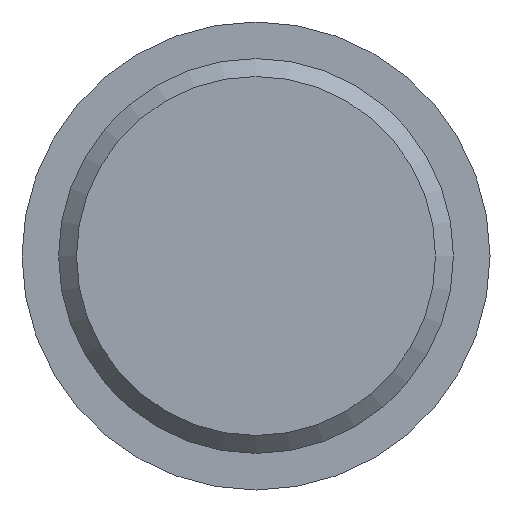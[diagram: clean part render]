
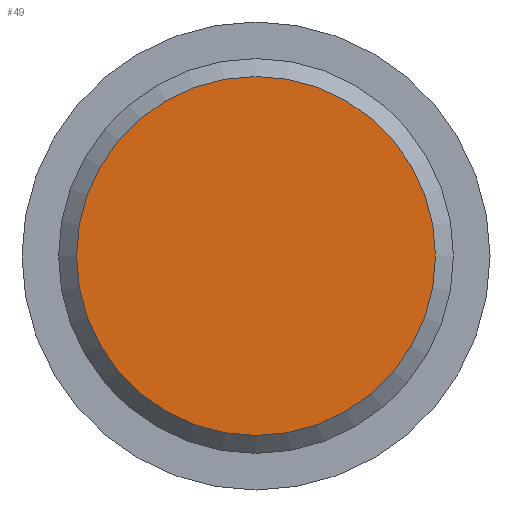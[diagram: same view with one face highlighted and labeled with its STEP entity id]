
A CAD part, front view. The second image highlights one B-rep face of the part: STEP entity #49.
In plain terms, the highlighted planar face has unit normal (0, -1, 0).
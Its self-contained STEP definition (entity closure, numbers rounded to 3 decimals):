
#49 = ADVANCED_FACE( '', ( #110 ), #111, .F. );
#110 = FACE_OUTER_BOUND( '', #187, .T. );
#111 = PLANE( '', #188 );
#187 = EDGE_LOOP( '', ( #268 ) );
#188 = AXIS2_PLACEMENT_3D( '', #269, #270, #271 );
#268 = ORIENTED_EDGE( '', *, *, #420, .T. );
#269 = CARTESIAN_POINT( '', ( 12.273, -16., 0. ) );
#270 = DIRECTION( '', ( 0., 1., 0. ) );
#271 = DIRECTION( '', ( 0., 0., 1. ) );
#420 = EDGE_CURVE( '', #486, #486, #487, .T. );
#486 = VERTEX_POINT( '', #596 );
#487 = CIRCLE( '', #597, 12.273 );
#596 = CARTESIAN_POINT( '', ( 0., -16., -12.273 ) );
#597 = AXIS2_PLACEMENT_3D( '', #723, #724, #725 );
#723 = CARTESIAN_POINT( '', ( 0., -16., 0. ) );
#724 = DIRECTION( '', ( 0., -1., 0. ) );
#725 = DIRECTION( '', ( 0., 0., -1. ) );
